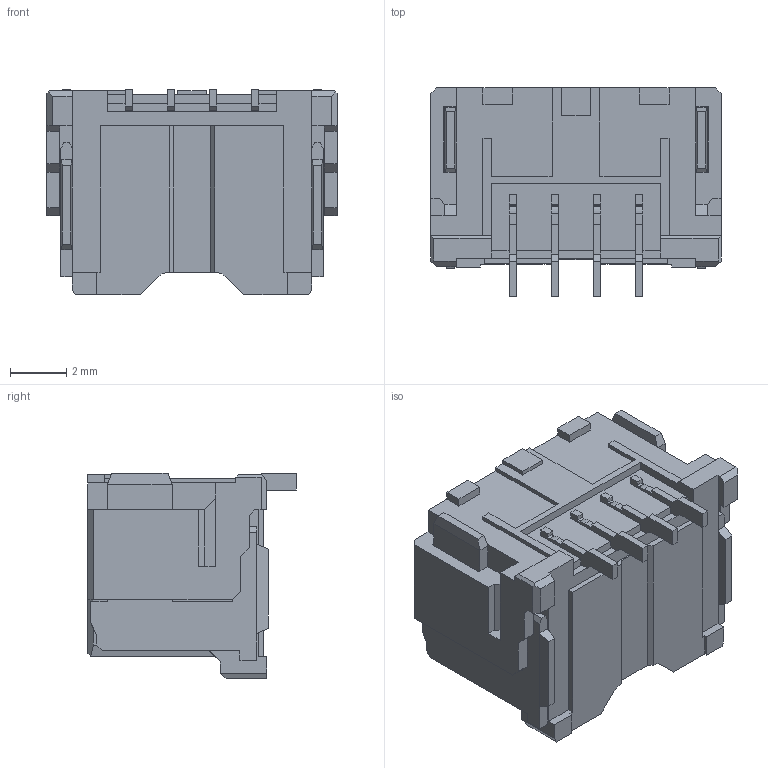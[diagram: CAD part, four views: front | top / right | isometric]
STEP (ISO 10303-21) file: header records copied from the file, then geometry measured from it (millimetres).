
FILE_DESCRIPTION(('STEP AP242'),'1');
FILE_NAME('2132250430.stp','2024-07-24T01:22:00',('TraceParts'),('TraceParts S.A.'),'Spatial InterOp 3D',' ',' ');
FILE_SCHEMA(('AP242_MANAGED_MODEL_BASED_3D_ENGINEERING_MIM_LF {1 0 10303 442 1 1 4}'));
Length unit declared in the file: millimetre
Products named in the file (1): 2132250430_1
Bounding box: 10.3 x 7.4 x 7.3 mm (x, y, z)
Volume: 218.8 mm3; surface area: 631.8 mm2
Topology: 1 solids, 1 shells, 434 faces, 1278 edges, 866 vertices
Faces by surface type: plane 390, cylinder 44
Entity records: 14200 total; most frequent: CARTESIAN_POINT 2588, ORIENTED_EDGE 2508, DIRECTION 2218, EDGE_CURVE 1254, LINE 1186, VECTOR 1186, VERTEX_POINT 818, AXIS2_PLACEMENT_3D 516
